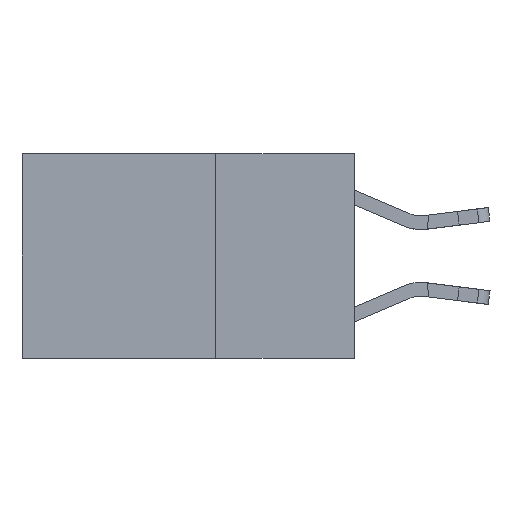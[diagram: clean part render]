
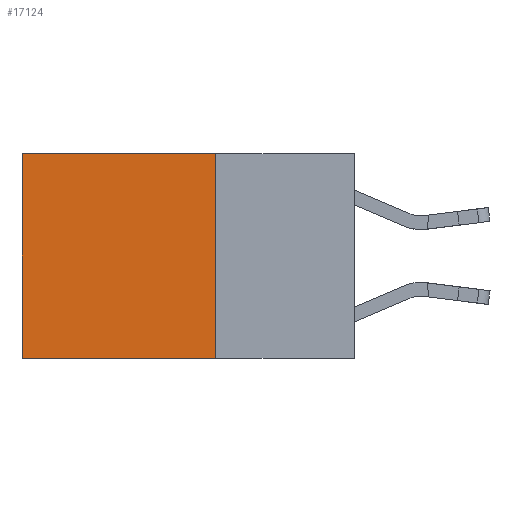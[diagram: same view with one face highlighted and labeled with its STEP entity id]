
A CAD part, left-side view. The second image highlights one B-rep face of the part: STEP entity #17124.
In plain terms, the highlighted planar face has unit normal (-1, 0, 0).
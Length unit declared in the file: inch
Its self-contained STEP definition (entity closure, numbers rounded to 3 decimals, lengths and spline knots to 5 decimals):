
#1616 = CARTESIAN_POINT ( 'NONE',  ( 0.2625, 0.6, 0. ) ) ;
#1765 = EDGE_CURVE ( 'NONE', #13937, #15873, #22327, .T. ) ;
#1852 = LINE ( 'NONE', #21374, #21794 ) ;
#2114 = EDGE_LOOP ( 'NONE', ( #21640, #19365, #13765, #9923 ) ) ;
#2573 = DIRECTION ( 'NONE',  ( 1., 0., 0. ) ) ;
#4264 = DIRECTION ( 'NONE',  ( 0., 0., -1. ) ) ;
#6057 = DIRECTION ( 'NONE',  ( 0., 1., 0. ) ) ;
#6296 = CARTESIAN_POINT ( 'NONE',  ( 0.2625, 0.25, 0. ) ) ;
#6815 = CARTESIAN_POINT ( 'NONE',  ( 0.2625, 0.25, -0.37 ) ) ;
#9923 = ORIENTED_EDGE ( 'NONE', *, *, #17062, .T. ) ;
#9933 = LINE ( 'NONE', #13197, #23980 ) ;
#10042 = VERTEX_POINT ( 'NONE', #15684 ) ;
#12038 = LINE ( 'NONE', #6296, #23189 ) ;
#12334 = VECTOR ( 'NONE', #16671, 39.37008 ) ;
#12623 = FACE_OUTER_BOUND ( 'NONE', #2114, .T. ) ;
#12881 = EDGE_CURVE ( 'NONE', #10042, #19004, #9933, .T. ) ;
#13197 = CARTESIAN_POINT ( 'NONE',  ( 0.2625, 0.25, 0. ) ) ;
#13662 = CARTESIAN_POINT ( 'NONE',  ( 0.2625, 0.25, 0. ) ) ;
#13765 = ORIENTED_EDGE ( 'NONE', *, *, #12881, .F. ) ;
#13937 = VERTEX_POINT ( 'NONE', #24071 ) ;
#15231 = DIRECTION ( 'NONE',  ( 0., 0., -1. ) ) ;
#15684 = CARTESIAN_POINT ( 'NONE',  ( 0.2625, 0.25, 0. ) ) ;
#15873 = VERTEX_POINT ( 'NONE', #21393 ) ;
#16671 = DIRECTION ( 'NONE',  ( 0., 0., -1. ) ) ;
#17062 = EDGE_CURVE ( 'NONE', #10042, #13937, #12038, .T. ) ;
#17124 = ADVANCED_FACE ( 'NONE', ( #12623 ), #19255, .F. ) ;
#17161 = AXIS2_PLACEMENT_3D ( 'NONE', #13662, #2573, #4264 ) ;
#19004 = VERTEX_POINT ( 'NONE', #6815 ) ;
#19255 = PLANE ( 'NONE',  #17161 ) ;
#19365 = ORIENTED_EDGE ( 'NONE', *, *, #23304, .F. ) ;
#21374 = CARTESIAN_POINT ( 'NONE',  ( 0.2625, 0.25, -0.37 ) ) ;
#21393 = CARTESIAN_POINT ( 'NONE',  ( 0.2625, 0.6, -0.37 ) ) ;
#21640 = ORIENTED_EDGE ( 'NONE', *, *, #1765, .T. ) ;
#21794 = VECTOR ( 'NONE', #23983, 39.37008 ) ;
#22327 = LINE ( 'NONE', #1616, #12334 ) ;
#23189 = VECTOR ( 'NONE', #6057, 39.37008 ) ;
#23304 = EDGE_CURVE ( 'NONE', #19004, #15873, #1852, .T. ) ;
#23980 = VECTOR ( 'NONE', #15231, 39.37008 ) ;
#23983 = DIRECTION ( 'NONE',  ( 0., 1., 0. ) ) ;
#24071 = CARTESIAN_POINT ( 'NONE',  ( 0.2625, 0.6, 0. ) ) ;
